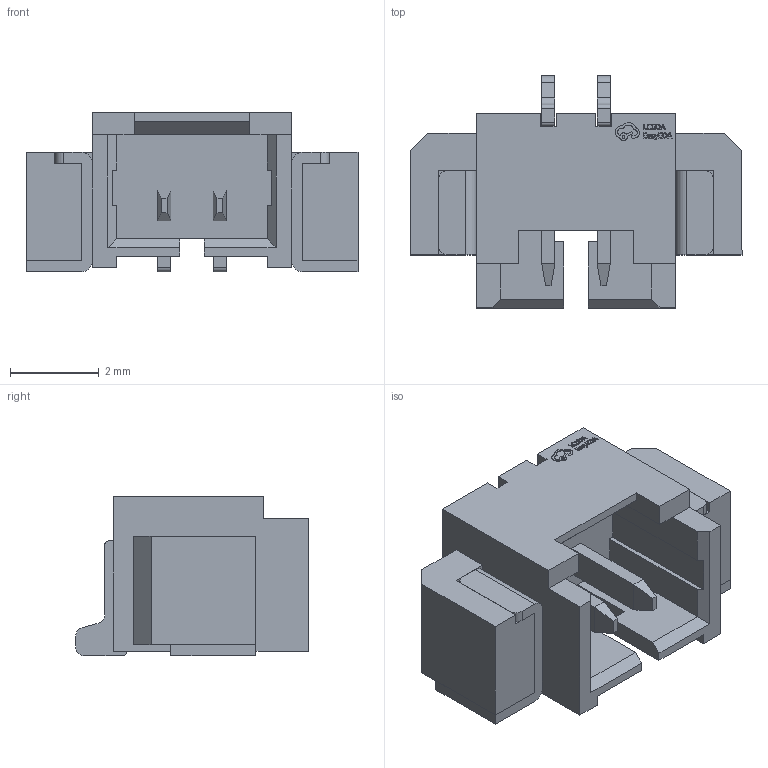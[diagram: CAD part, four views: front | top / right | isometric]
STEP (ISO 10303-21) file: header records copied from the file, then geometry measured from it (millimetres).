
FILE_DESCRIPTION (( 'STEP AP214' ), '1' );
FILE_NAME ('CONN-SMD_2P-P1.25_XUNPU_WAFER-MX1.25-2PWB.STEP', '2022-08-31T12:16:39', ( 'Sky123.Org' ), ( 'Sky123.Org' ), 'SwSTEP 2.0', 'SolidWorks 2017', '' );
FILE_SCHEMA (( 'AUTOMOTIVE_DESIGN' ));
Length unit declared in the file: millimetre
Products named in the file (1): CONN-SMD_2P-P1.25_XUNPU_WAFER-MX1.25-2PWB
Bounding box: 7.5 x 5.25 x 3.61 mm (x, y, z)
Volume: 58.2 mm3; surface area: 230.8 mm2
Topology: 3 solids, 3 shells, 371 faces, 1008 edges, 666 vertices
Faces by surface type: plane 253, bspline 98, cylinder 20
Entity records: 16207 total; most frequent: CARTESIAN_POINT 3356, ORIENTED_EDGE 2016, DIRECTION 1396, EDGE_CURVE 1008, LINE 768, VECTOR 768, VERTEX_POINT 666, EDGE_LOOP 394
